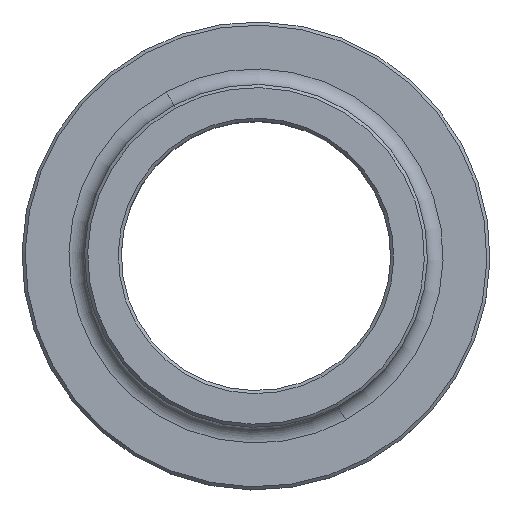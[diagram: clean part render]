
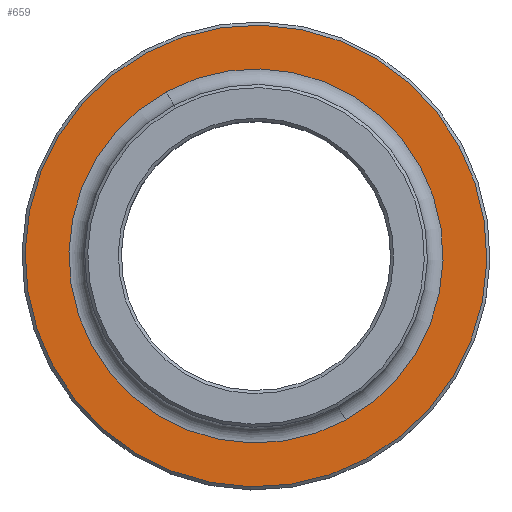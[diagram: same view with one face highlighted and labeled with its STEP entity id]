
A CAD part, top view. The second image highlights one B-rep face of the part: STEP entity #659.
In plain terms, the highlighted planar face has unit normal (0, 0, 1).
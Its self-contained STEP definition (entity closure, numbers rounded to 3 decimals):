
#462=AXIS2_PLACEMENT_3D('Circle Axis2P3D',#460,#461,$) ;
#479=AXIS2_PLACEMENT_3D('Circle Axis2P3D',#477,#478,$) ;
#635=AXIS2_PLACEMENT_3D('Plane Axis2P3D',#632,#633,#634) ;
#643=AXIS2_PLACEMENT_3D('Circle Axis2P3D',#641,#642,$) ;
#652=AXIS2_PLACEMENT_3D('Circle Axis2P3D',#650,#651,$) ;
#450=CARTESIAN_POINT('Vertex',(7.072,-12.944,-2.5)) ;
#457=CARTESIAN_POINT('Vertex',(-7.072,12.944,-2.5)) ;
#460=CARTESIAN_POINT('Axis2P3D Location',(0.,0.,-2.5)) ;
#477=CARTESIAN_POINT('Axis2P3D Location',(0.,0.,-2.5)) ;
#632=CARTESIAN_POINT('Axis2P3D Location',(0.,10.95,-2.5)) ;
#641=CARTESIAN_POINT('Axis2P3D Location',(0.,0.,-2.5)) ;
#645=CARTESIAN_POINT('Vertex',(-5.729,10.487,-2.5)) ;
#647=CARTESIAN_POINT('Vertex',(5.729,-10.487,-2.5)) ;
#650=CARTESIAN_POINT('Axis2P3D Location',(0.,0.,-2.5)) ;
#461=DIRECTION('Axis2P3D Direction',(0.,0.,1.)) ;
#478=DIRECTION('Axis2P3D Direction',(0.,0.,1.)) ;
#633=DIRECTION('Axis2P3D Direction',(0.,0.,1.)) ;
#634=DIRECTION('Axis2P3D XDirection',(1.,0.,0.)) ;
#642=DIRECTION('Axis2P3D Direction',(0.,0.,1.)) ;
#651=DIRECTION('Axis2P3D Direction',(0.,0.,1.)) ;
#638=ORIENTED_EDGE('',*,*,#464,.T.) ;
#639=ORIENTED_EDGE('',*,*,#481,.T.) ;
#656=ORIENTED_EDGE('',*,*,#649,.T.) ;
#657=ORIENTED_EDGE('',*,*,#654,.T.) ;
#658=FACE_BOUND('',#655,.T.) ;
#659=ADVANCED_FACE('Corps principal',(#640,#658),#636,.T.) ;
#463=CIRCLE('generated circle',#462,14.75) ;
#480=CIRCLE('generated circle',#479,14.75) ;
#644=CIRCLE('generated circle',#643,11.95) ;
#653=CIRCLE('generated circle',#652,11.95) ;
#464=EDGE_CURVE('',#451,#458,#463,.T.) ;
#481=EDGE_CURVE('',#458,#451,#480,.T.) ;
#649=EDGE_CURVE('',#646,#648,#644,.F.) ;
#654=EDGE_CURVE('',#648,#646,#653,.F.) ;
#637=EDGE_LOOP('',(#638,#639)) ;
#655=EDGE_LOOP('',(#656,#657)) ;
#640=FACE_OUTER_BOUND('',#637,.T.) ;
#636=PLANE('',#635) ;
#451=VERTEX_POINT('',#450) ;
#458=VERTEX_POINT('',#457) ;
#646=VERTEX_POINT('',#645) ;
#648=VERTEX_POINT('',#647) ;
